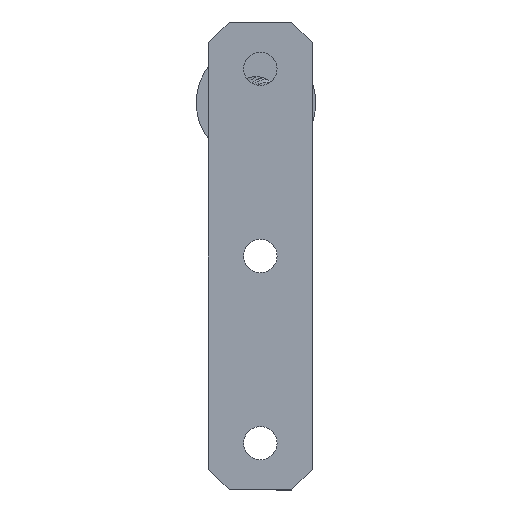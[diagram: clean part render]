
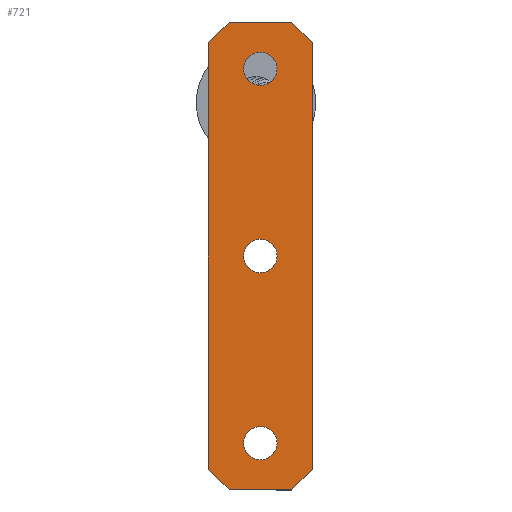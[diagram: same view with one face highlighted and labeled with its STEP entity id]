
A CAD part, left-side view. The second image highlights one B-rep face of the part: STEP entity #721.
In plain terms, the highlighted planar face has unit normal (-1, 0, 0).
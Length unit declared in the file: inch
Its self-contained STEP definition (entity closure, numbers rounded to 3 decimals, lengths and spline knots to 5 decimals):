
#64=LINE('',#1121,#100);
#68=LINE('',#1128,#104);
#75=LINE('',#1144,#111);
#78=LINE('',#1149,#114);
#80=LINE('',#1153,#116);
#81=LINE('',#1155,#117);
#82=LINE('',#1156,#118);
#83=LINE('',#1157,#119);
#100=VECTOR('',#896,0.3937);
#104=VECTOR('',#902,0.3937);
#111=VECTOR('',#913,0.3937);
#114=VECTOR('',#918,0.3937);
#116=VECTOR('',#922,0.3937);
#117=VECTOR('',#923,0.3937);
#118=VECTOR('',#924,0.3937);
#119=VECTOR('',#925,0.3937);
#139=PLANE('',#787);
#169=FACE_BOUND('',#265,.T.);
#170=FACE_BOUND('',#266,.T.);
#171=FACE_BOUND('',#267,.T.);
#202=FACE_OUTER_BOUND('',#264,.T.);
#264=EDGE_LOOP('',(#559,#560,#561,#562,#563,#564,#565,#566));
#265=EDGE_LOOP('',(#567));
#266=EDGE_LOOP('',(#568));
#267=EDGE_LOOP('',(#569));
#334=CIRCLE('',#774,0.08005);
#336=CIRCLE('',#777,0.08005);
#338=CIRCLE('',#780,0.08005);
#372=VERTEX_POINT('',#1100);
#374=VERTEX_POINT('',#1105);
#376=VERTEX_POINT('',#1110);
#380=VERTEX_POINT('',#1118);
#381=VERTEX_POINT('',#1120);
#383=VERTEX_POINT('',#1126);
#389=VERTEX_POINT('',#1142);
#390=VERTEX_POINT('',#1143);
#391=VERTEX_POINT('',#1148);
#392=VERTEX_POINT('',#1152);
#393=VERTEX_POINT('',#1154);
#436=EDGE_CURVE('',#372,#372,#334,.T.);
#438=EDGE_CURVE('',#374,#374,#336,.T.);
#440=EDGE_CURVE('',#376,#376,#338,.T.);
#444=EDGE_CURVE('',#380,#381,#64,.T.);
#448=EDGE_CURVE('',#383,#380,#68,.T.);
#455=EDGE_CURVE('',#389,#390,#75,.T.);
#458=EDGE_CURVE('',#390,#391,#78,.T.);
#460=EDGE_CURVE('',#392,#383,#80,.T.);
#461=EDGE_CURVE('',#392,#393,#81,.T.);
#462=EDGE_CURVE('',#391,#393,#82,.T.);
#463=EDGE_CURVE('',#381,#389,#83,.T.);
#559=ORIENTED_EDGE('',*,*,#444,.F.);
#560=ORIENTED_EDGE('',*,*,#448,.F.);
#561=ORIENTED_EDGE('',*,*,#460,.F.);
#562=ORIENTED_EDGE('',*,*,#461,.T.);
#563=ORIENTED_EDGE('',*,*,#462,.F.);
#564=ORIENTED_EDGE('',*,*,#458,.F.);
#565=ORIENTED_EDGE('',*,*,#455,.F.);
#566=ORIENTED_EDGE('',*,*,#463,.F.);
#567=ORIENTED_EDGE('',*,*,#436,.T.);
#568=ORIENTED_EDGE('',*,*,#438,.T.);
#569=ORIENTED_EDGE('',*,*,#440,.T.);
#721=ADVANCED_FACE('',(#202,#169,#170,#171),#139,.T.);
#774=AXIS2_PLACEMENT_3D('',#1101,#876,#877);
#777=AXIS2_PLACEMENT_3D('',#1106,#882,#883);
#780=AXIS2_PLACEMENT_3D('',#1111,#888,#889);
#787=AXIS2_PLACEMENT_3D('',#1151,#920,#921);
#876=DIRECTION('center_axis',(1.,0.,0.));
#877=DIRECTION('ref_axis',(0.,0.,-1.));
#882=DIRECTION('center_axis',(1.,0.,0.));
#883=DIRECTION('ref_axis',(0.,0.,-1.));
#888=DIRECTION('center_axis',(1.,0.,0.));
#889=DIRECTION('ref_axis',(0.,0.,-1.));
#896=DIRECTION('',(0.,0.707,-0.707));
#902=DIRECTION('',(0.,0.,-1.));
#913=DIRECTION('',(0.,0.707,0.707));
#918=DIRECTION('',(0.,0.,1.));
#920=DIRECTION('center_axis',(-1.,0.,0.));
#921=DIRECTION('ref_axis',(0.,0.,1.));
#922=DIRECTION('',(0.,-0.707,-0.707));
#923=DIRECTION('',(0.,1.,0.));
#924=DIRECTION('',(0.,-0.707,0.707));
#925=DIRECTION('',(0.,1.,0.));
#1100=CARTESIAN_POINT('',(-0.9,0.25,0.98005));
#1101=CARTESIAN_POINT('Origin',(-0.9,0.25,0.9));
#1105=CARTESIAN_POINT('',(-0.9,0.25,-0.81995));
#1106=CARTESIAN_POINT('Origin',(-0.9,0.25,-0.9));
#1110=CARTESIAN_POINT('',(-0.9,0.25,0.08005));
#1111=CARTESIAN_POINT('Origin',(-0.9,0.25,0.));
#1118=CARTESIAN_POINT('',(-0.9,0.,-1.025));
#1120=CARTESIAN_POINT('',(-0.9,0.1,-1.125));
#1121=CARTESIAN_POINT('',(-0.9,0.05,-1.075));
#1126=CARTESIAN_POINT('',(-0.9,0.,1.025));
#1128=CARTESIAN_POINT('',(-0.9,0.,1.125));
#1142=CARTESIAN_POINT('',(-0.9,0.4,-1.125));
#1143=CARTESIAN_POINT('',(-0.9,0.5,-1.025));
#1144=CARTESIAN_POINT('',(-0.9,0.325,-1.2));
#1148=CARTESIAN_POINT('',(-0.9,0.5,1.025));
#1149=CARTESIAN_POINT('',(-0.9,0.5,1.125));
#1151=CARTESIAN_POINT('Origin',(-0.9,0.,-1.125));
#1152=CARTESIAN_POINT('',(-0.9,0.1,1.125));
#1153=CARTESIAN_POINT('',(-0.9,-0.5125,0.5125));
#1154=CARTESIAN_POINT('',(-0.9,0.4,1.125));
#1155=CARTESIAN_POINT('',(-0.9,0.,1.125));
#1156=CARTESIAN_POINT('',(-0.9,0.8875,0.6375));
#1157=CARTESIAN_POINT('',(-0.9,0.,-1.125));
